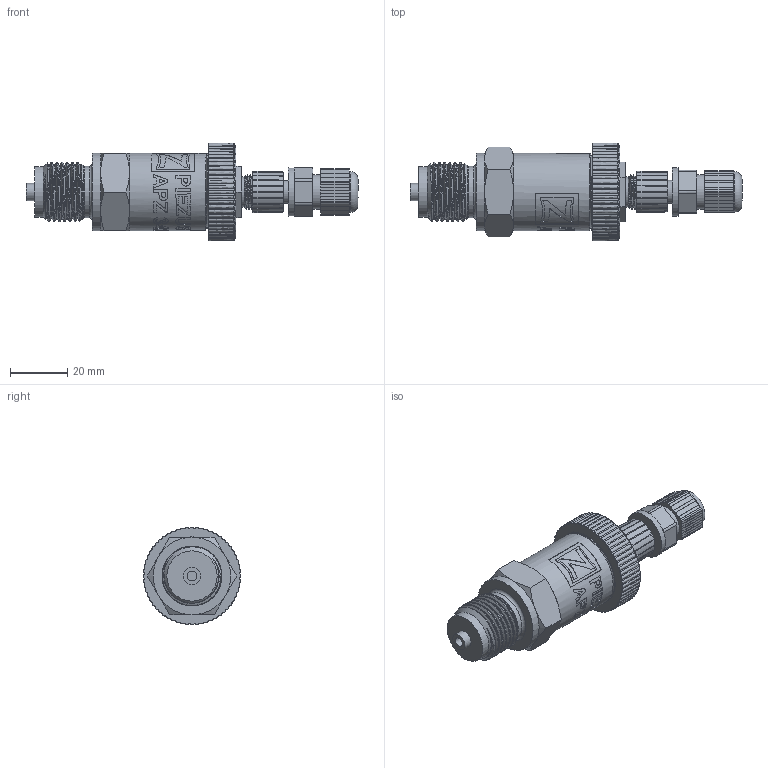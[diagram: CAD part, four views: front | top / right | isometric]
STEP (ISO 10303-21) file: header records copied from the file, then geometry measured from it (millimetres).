
FILE_DESCRIPTION(/* description */ (''),/* implementation_level */ '2;1');
FILE_NAME(/* name */ 'APZ3421_G1''2EN_M12x1-straight.step',/* time_stamp */ '2021-06-23T11:55:21+03:00',/* author */ (''),/* organization */ (''),/* preprocessor_version */ 'ST-DEVELOPER v18.1',/* originating_system */ 'Autodesk Translation Framework v10.9.0.1377',/* authorisation */ '');
FILE_SCHEMA (('AUTOMOTIVE_DESIGN { 1 0 10303 214 3 1 1 }'));
Products named in the file (6): APZ3421_G1'2EN_M12x1-straight; G1/2 EN; OMAL nut M27x1.5 v8; M12x1 male v16; Ш100.000.002 v4; M12x1 female straight v9
Assembly tree (5 placements, depth 2):
  APZ3421_G1'2EN_M12x1-straight
    G1/2 EN
    OMAL nut M27x1.5 v8
    M12x1 male v16
    Ш100.000.002 v4
    M12x1 female straight v9
Bounding box: 115.55 x 34 x 34 mm (x, y, z)
Volume: 44858.7 mm3; surface area: 18678.1 mm2
Topology: 16 solids, 16 shells, 899 faces, 2472 edges, 1644 vertices
Faces by surface type: bspline 455, plane 258, cylinder 134, cone 46, torus 6
Full cylindrical faces by diameter (mm): 1 x12, 1.5 x4, 3.3 x1, 6 x1, 7.3 x1, 8 x3, 8.2 x1, 10.293 x1, 10.6 x2, 10.741 x6, 11.884 x5, 12 x1, 14 x2, 14.137 x4, 14.526 x1, 15.85 x3, 17 x1, 17.5 x1, 18 x1, 18.631 x7, 21.4 x2, 22.4 x1, 24.5 x1, 25.132 x4, 25.526 x4, 26.85 x4, 27 x1, 27.208 x5
Entity records: 67796 total; most frequent: CARTESIAN_POINT 47541, ORIENTED_EDGE 4944, DIRECTION 2821, EDGE_CURVE 2472, VERTEX_POINT 1644, LINE 1167, VECTOR 1167, EDGE_LOOP 954
